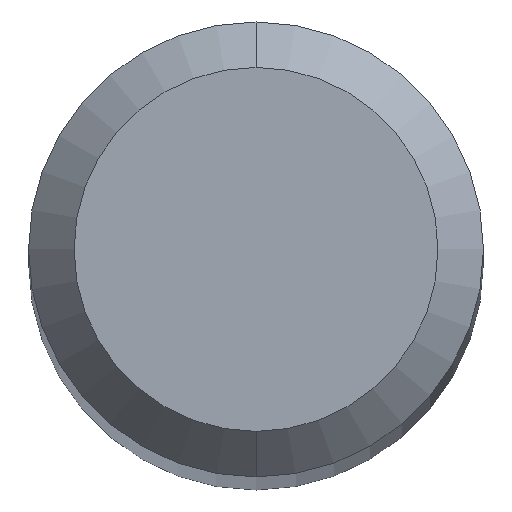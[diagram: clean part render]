
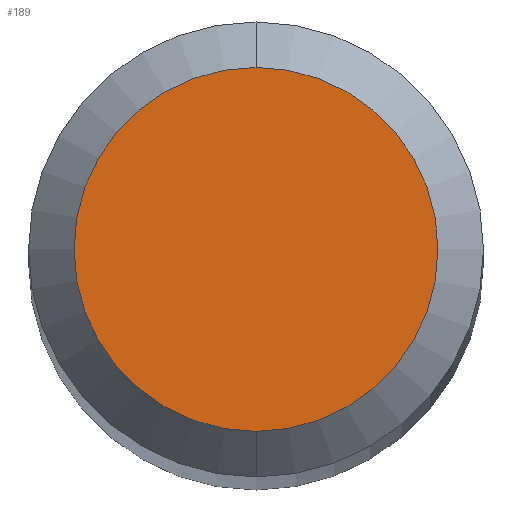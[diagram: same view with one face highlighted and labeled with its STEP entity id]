
A CAD part, top view. The second image highlights one B-rep face of the part: STEP entity #189.
In plain terms, the highlighted planar face has unit normal (0, 0, 1).
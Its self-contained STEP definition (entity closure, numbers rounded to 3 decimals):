
#179=VERTEX_POINT('',#486);
#189=ADVANCED_FACE('',(#498),#499,.T.);
#217=EDGE_CURVE('',#275,#179,#530,.T.);
#253=EDGE_CURVE('',#179,#275,#570,.T.);
#275=VERTEX_POINT('',#594);
#486=CARTESIAN_POINT('',(0.0,1.2,0.0));
#498=FACE_OUTER_BOUND('',#828,.T.);
#499=PLANE('',#829);
#530=CIRCLE('',#891,1.2);
#570=CIRCLE('',#965,1.2);
#594=CARTESIAN_POINT('',(0.,-1.2,0.0));
#828=EDGE_LOOP('',(#1466,#1467));
#829=AXIS2_PLACEMENT_3D('',#1468,#1469,#1470);
#891=AXIS2_PLACEMENT_3D('',#1499,#1500,#1501);
#965=AXIS2_PLACEMENT_3D('',#1547,#1548,#1549);
#1466=ORIENTED_EDGE('',*,*,#253,.F.);
#1467=ORIENTED_EDGE('',*,*,#217,.F.);
#1468=CARTESIAN_POINT('',(0.0,0.6,0.0));
#1469=DIRECTION('',(-0.0,0.0,1.0));
#1470=DIRECTION('',(0.0,-1.0,0.0));
#1499=CARTESIAN_POINT('',(0.0,0.0,0.0));
#1500=DIRECTION('',(0.0,0.0,-1.0));
#1501=DIRECTION('',(0.0,1.0,0.0));
#1547=CARTESIAN_POINT('',(0.0,0.0,0.0));
#1548=DIRECTION('',(0.0,0.0,-1.0));
#1549=DIRECTION('',(0.0,1.0,0.0));
